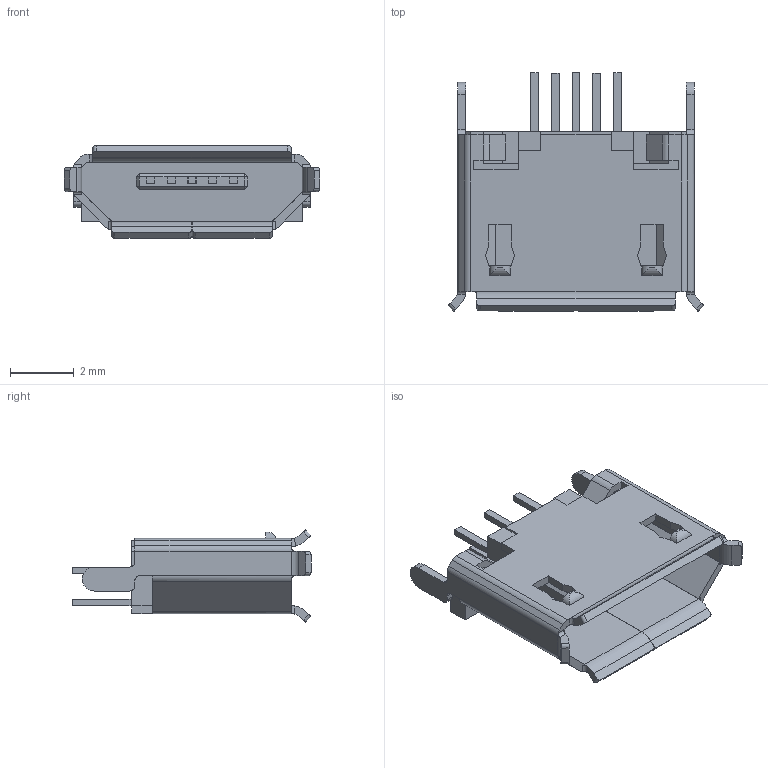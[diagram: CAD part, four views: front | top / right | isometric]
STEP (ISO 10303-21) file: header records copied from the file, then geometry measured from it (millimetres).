
FILE_DESCRIPTION( ( 'Unknown' ), '1' );
FILE_NAME( '614105150721.stp', 'Unknown', ( 'Unknown' ), ( 'Unknown' ), 'PSStep 17.0.49', 'Unknown', ' ' );
FILE_SCHEMA( ( 'AUTOMOTIVE_DESIGN { 1 0 10303 214 1 1 1 1 }' ) );
Length unit declared in the file: millimetre
Products named in the file (5): Assem1; 614105150721; 614105150721_Pin; 614105150721_PinBis
Assembly tree (7 placements, depth 2):
  Assem1
    614105150721
    614105150721
    614105150721_Pin  x3
    614105150721_PinBis  x2
Bounding box: 8 x 7.45 x 2.9 mm (x, y, z)
Volume: 44.7 mm3; surface area: 314.2 mm2
Topology: 7 solids, 7 shells, 466 faces, 1366 edges, 900 vertices
Faces by surface type: plane 322, cylinder 132, bspline 12
Entity records: 16927 total; most frequent: CARTESIAN_POINT 2814, ORIENTED_EDGE 2342, DIRECTION 2149, EDGE_CURVE 1171, LINE 943, VECTOR 943, VERTEX_POINT 764, AXIS2_PLACEMENT_3D 603
